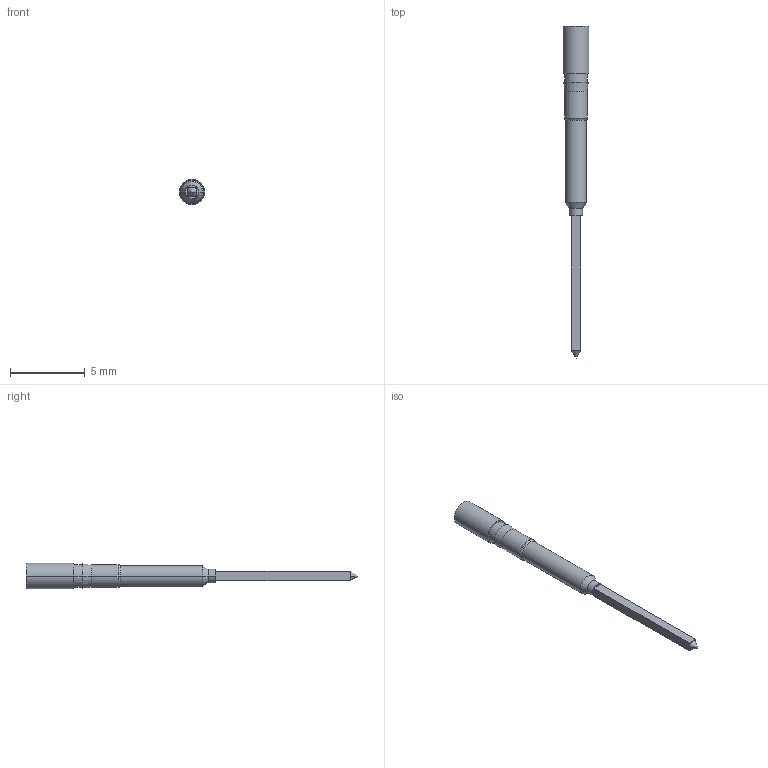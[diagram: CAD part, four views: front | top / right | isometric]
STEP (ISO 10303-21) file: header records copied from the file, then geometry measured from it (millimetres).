
FILE_DESCRIPTION (( 'STEP AP214' ), '1' );
FILE_NAME ('IF-PI-22.2-1.7.STEP', '2020-06-18T07:04:03', ( '' ), ( '' ), 'SwSTEP 2.0', 'SolidWorks 2020', '' );
FILE_SCHEMA (( 'AUTOMOTIVE_DESIGN' ));
Length unit declared in the file: millimetre
Products named in the file (1): IF-PI-22.2-1.7
Bounding box: 1.7 x 22.23 x 1.7 mm (x, y, z)
Volume: 25.9 mm3; surface area: 86.6 mm2
Topology: 1 solids, 1 shells, 31 faces, 64 edges, 37 vertices
Faces by surface type: plane 13, cylinder 10, cone 8
Entity records: 834 total; most frequent: DIRECTION 154, CARTESIAN_POINT 131, ORIENTED_EDGE 124, EDGE_CURVE 62, AXIS2_PLACEMENT_3D 60, VERTEX_POINT 37, EDGE_LOOP 35, LINE 34
